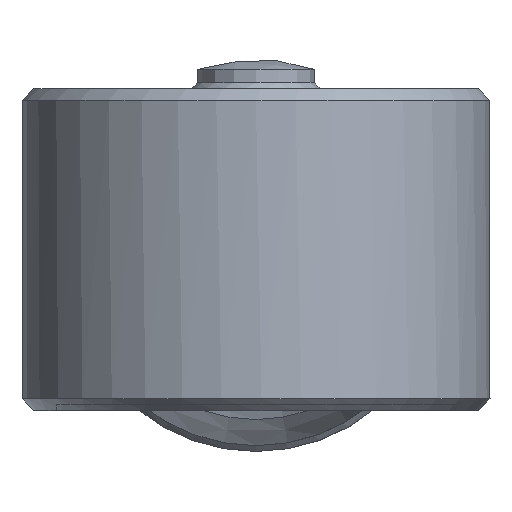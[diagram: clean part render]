
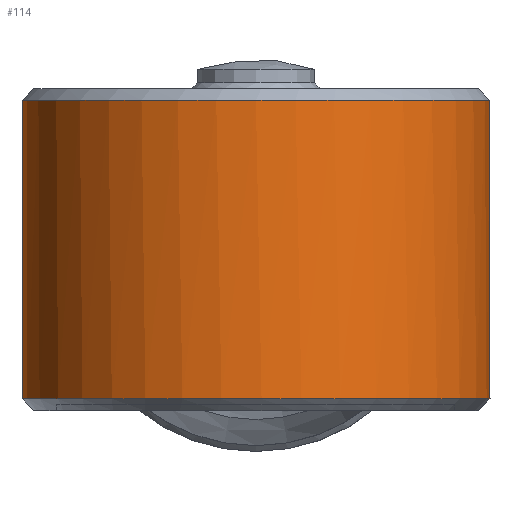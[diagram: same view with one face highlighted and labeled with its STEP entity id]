
A CAD part, left-side view. The second image highlights one B-rep face of the part: STEP entity #114.
In plain terms, the highlighted cylindrical face has radius 4 mm (diameter 8 mm), a partial arc.
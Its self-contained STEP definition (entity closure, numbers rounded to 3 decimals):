
#114 = ADVANCED_FACE( '', ( #298 ), #299, .T. );
#298 = FACE_OUTER_BOUND( '', #583, .T. );
#299 = CYLINDRICAL_SURFACE( '', #584, 4. );
#583 = EDGE_LOOP( '', ( #890, #891, #892, #893 ) );
#584 = AXIS2_PLACEMENT_3D( '', #894, #895, #896 );
#890 = ORIENTED_EDGE( '', *, *, #1473, .F. );
#891 = ORIENTED_EDGE( '', *, *, #1498, .T. );
#892 = ORIENTED_EDGE( '', *, *, #1499, .F. );
#893 = ORIENTED_EDGE( '', *, *, #1500, .F. );
#894 = CARTESIAN_POINT( '', ( 0., 0., -0.2 ) );
#895 = DIRECTION( '', ( 0., 0., -1. ) );
#896 = DIRECTION( '', ( 0., -1., 0. ) );
#1473 = EDGE_CURVE( '', #1707, #1709, #1710, .F. );
#1498 = EDGE_CURVE( '', #1707, #1753, #1754, .T. );
#1499 = EDGE_CURVE( '', #1755, #1753, #1756, .F. );
#1500 = EDGE_CURVE( '', #1709, #1755, #1757, .T. );
#1707 = VERTEX_POINT( '', #2051 );
#1709 = VERTEX_POINT( '', #2056 );
#1710 = CIRCLE( '', #2057, 4. );
#1753 = VERTEX_POINT( '', #2155 );
#1754 = LINE( '', #2156, #2157 );
#1755 = VERTEX_POINT( '', #2158 );
#1756 = CIRCLE( '', #2159, 4. );
#1757 = LINE( '', #2160, #2161 );
#2051 = CARTESIAN_POINT( '', ( 3.329, -2.218, 1. ) );
#2056 = CARTESIAN_POINT( '', ( 3.329, 2.218, 1. ) );
#2057 = AXIS2_PLACEMENT_3D( '', #2697, #2698, #2699 );
#2155 = CARTESIAN_POINT( '', ( 3.329, -2.218, 6.1 ) );
#2156 = CARTESIAN_POINT( '', ( 3.329, -2.218, -0.2 ) );
#2157 = VECTOR( '', #2722, 1000. );
#2158 = CARTESIAN_POINT( '', ( 3.329, 2.218, 6.1 ) );
#2159 = AXIS2_PLACEMENT_3D( '', #2723, #2724, #2725 );
#2160 = CARTESIAN_POINT( '', ( 3.329, 2.218, -0.2 ) );
#2161 = VECTOR( '', #2726, 1000. );
#2697 = CARTESIAN_POINT( '', ( 0., 0., 1. ) );
#2698 = DIRECTION( '', ( 0., 0., 1. ) );
#2699 = DIRECTION( '', ( 0., -1., 0. ) );
#2722 = DIRECTION( '', ( 0., 0., 1. ) );
#2723 = CARTESIAN_POINT( '', ( 0., 0., 6.1 ) );
#2724 = DIRECTION( '', ( 0., 0., -1. ) );
#2725 = DIRECTION( '', ( 0., 1., 0. ) );
#2726 = DIRECTION( '', ( 0., 0., 1. ) );
